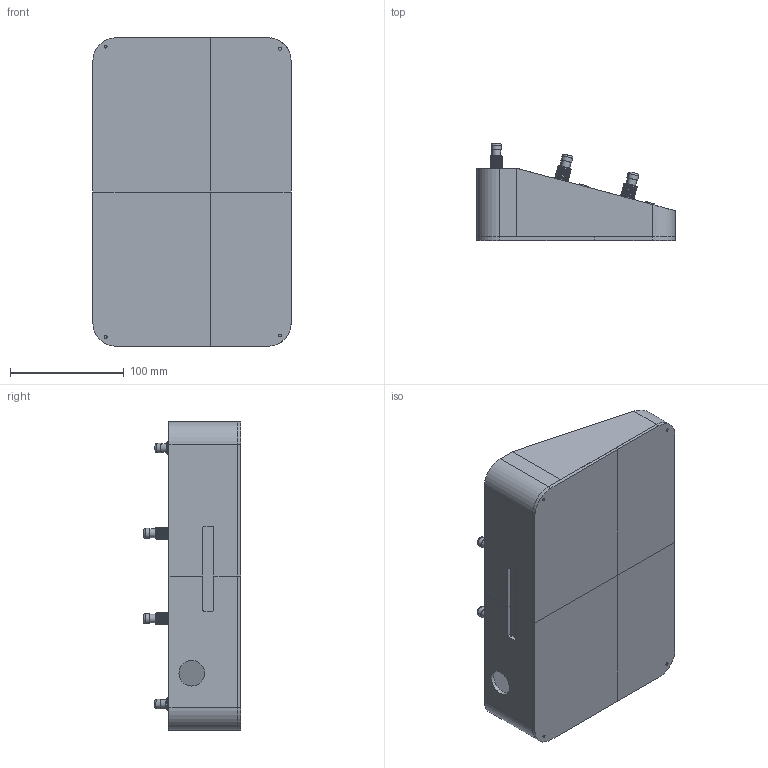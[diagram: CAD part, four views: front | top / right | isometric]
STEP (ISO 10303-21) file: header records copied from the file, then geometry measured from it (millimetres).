
FILE_DESCRIPTION(/* description */ (''),/* implementation_level */ '2;1');
FILE_NAME(/* name */ 'midi-pedalboard-case.step',/* time_stamp */ '2024-08-16T15:53:09-04:00',/* author */ (''),/* organization */ (''),/* preprocessor_version */ 'ST-DEVELOPER v20',/* originating_system */ 'Autodesk Translation Framework v13.14.0.145',/* authorisation */ '');
FILE_SCHEMA (('AUTOMOTIVE_DESIGN { 1 0 10303 214 3 1 1 }'));
Length unit declared in the file: millimetre
Products named in the file (7): Assembly; Box; FrontPlate; 0.96 OLED v3; usb_hub; Momentary-footswich-PBS-24B; usb_hub (1)
Assembly tree (15 placements, depth 2):
  Assembly
    Box
    FrontPlate
    Momentary-footswich-PBS-24B  x10
    0.96 OLED v3
    usb_hub
    usb_hub (1)
Bounding box: 174.13 x 85.56 x 271 mm (x, y, z)
Volume: 707336.5 mm3; surface area: 387268.1 mm2
Topology: 90 solids, 90 shells, 1480 faces, 3469 edges, 2200 vertices
Faces by surface type: plane 838, cylinder 340, torus 210, cone 46, bspline 26, sphere 20
Full cylindrical faces by diameter (mm): 1.629 x20, 2.529 x8, 2.6 x16, 2.93 x8, 3.5 x24, 5.4 x16, 6.4 x16, 7 x16, 7.62 x10, 8.7 x10, 12 x6, 15 x2, 17 x2, 22.5 x1
Entity records: 23522 total; most frequent: CARTESIAN_POINT 4372, DIRECTION 3859, ORIENTED_EDGE 3802, EDGE_CURVE 1901, LINE 1311, VECTOR 1311, AXIS2_PLACEMENT_3D 1274, VERTEX_POINT 1255
